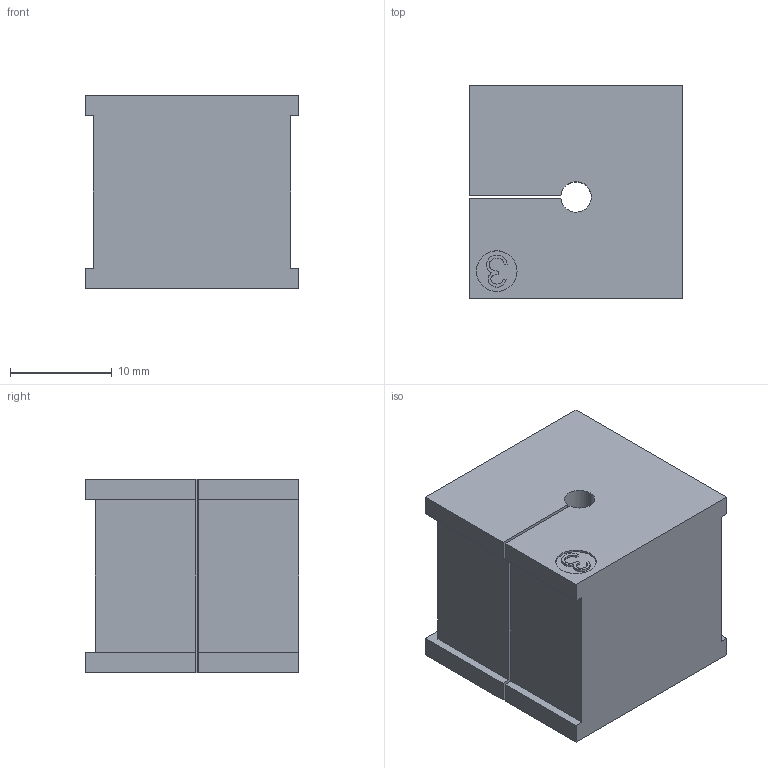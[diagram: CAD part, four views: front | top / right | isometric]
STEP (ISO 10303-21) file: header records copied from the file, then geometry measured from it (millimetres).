
FILE_DESCRIPTION(('STEP AP242'),'1');
FILE_NAME('41203.stp','2020-06-03T11:39:58',('TraceParts'),('TraceParts S.A.'),'Spatial InterOp 3D',' ',' ');
FILE_SCHEMA(('AP242_MANAGED_MODEL_BASED_3D_ENGINEERING_MIM_LF {1 0 10303 442 1 1 4}'));
Length unit declared in the file: millimetre
Products named in the file (1): 41203
Bounding box: 21 x 21 x 19 mm (x, y, z)
Volume: 7391.9 mm3; surface area: 2982.8 mm2
Topology: 1 solids, 1 shells, 47 faces, 126 edges, 84 vertices
Faces by surface type: plane 27, bspline 14, cylinder 6
Entity records: 2151 total; most frequent: CARTESIAN_POINT 1040, ORIENTED_EDGE 252, DIRECTION 178, EDGE_CURVE 126, LINE 86, VECTOR 86, VERTEX_POINT 84, EDGE_LOOP 50
